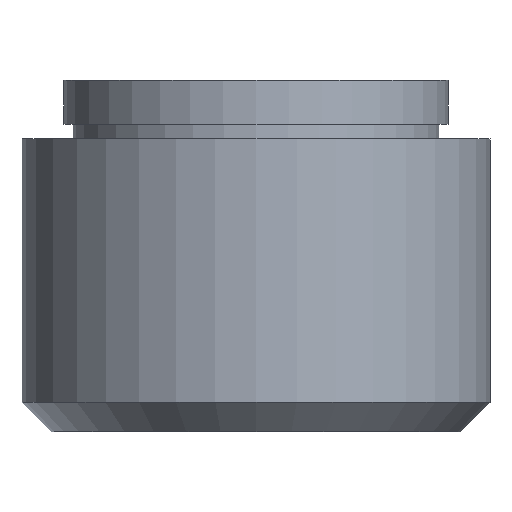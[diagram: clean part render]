
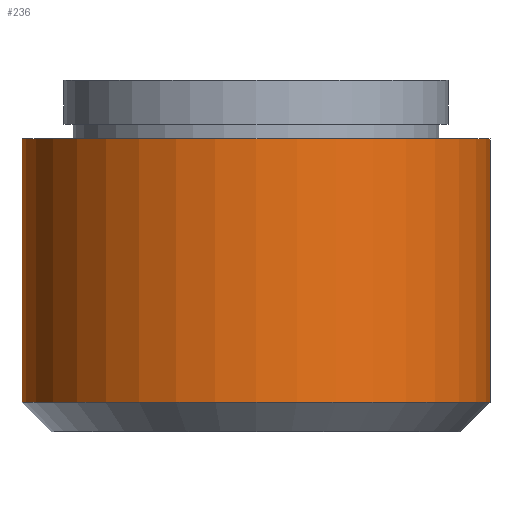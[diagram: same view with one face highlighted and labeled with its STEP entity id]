
A CAD part, front view. The second image highlights one B-rep face of the part: STEP entity #236.
In plain terms, the highlighted cylindrical face has radius 16 mm (diameter 32 mm), a full revolution.
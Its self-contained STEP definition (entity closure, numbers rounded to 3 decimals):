
#36=LINE('',#421,#45);
#45=VECTOR('',#336,16.);
#53=CYLINDRICAL_SURFACE('',#277,16.);
#63=FACE_OUTER_BOUND('',#80,.T.);
#80=EDGE_LOOP('',(#188,#189,#190,#191,#192));
#107=CIRCLE('',#274,16.);
#109=CIRCLE('',#276,16.);
#110=CIRCLE('',#278,16.);
#127=VERTEX_POINT('',#412);
#128=VERTEX_POINT('',#413);
#130=VERTEX_POINT('',#420);
#149=EDGE_CURVE('',#127,#128,#107,.T.);
#152=EDGE_CURVE('',#128,#127,#109,.T.);
#153=EDGE_CURVE('',#127,#130,#36,.T.);
#154=EDGE_CURVE('',#130,#130,#110,.T.);
#188=ORIENTED_EDGE('',*,*,#149,.F.);
#189=ORIENTED_EDGE('',*,*,#153,.T.);
#190=ORIENTED_EDGE('',*,*,#154,.T.);
#191=ORIENTED_EDGE('',*,*,#153,.F.);
#192=ORIENTED_EDGE('',*,*,#152,.F.);
#236=ADVANCED_FACE('',(#63),#53,.T.);
#274=AXIS2_PLACEMENT_3D('',#414,#327,#328);
#276=AXIS2_PLACEMENT_3D('',#418,#332,#333);
#277=AXIS2_PLACEMENT_3D('',#419,#334,#335);
#278=AXIS2_PLACEMENT_3D('',#422,#337,#338);
#327=DIRECTION('center_axis',(1.,0.,0.));
#328=DIRECTION('ref_axis',(0.,-1.,0.));
#332=DIRECTION('center_axis',(1.,0.,0.));
#333=DIRECTION('ref_axis',(0.,-1.,0.));
#334=DIRECTION('center_axis',(1.,0.,0.));
#335=DIRECTION('ref_axis',(0.,1.,0.));
#336=DIRECTION('',(-1.,0.,0.));
#337=DIRECTION('center_axis',(1.,0.,0.));
#338=DIRECTION('ref_axis',(0.,0.,-1.));
#412=CARTESIAN_POINT('',(91.611,1.459,0.));
#413=CARTESIAN_POINT('',(91.611,33.459,0.));
#414=CARTESIAN_POINT('Origin',(91.611,17.459,0.));
#418=CARTESIAN_POINT('Origin',(91.611,17.459,0.));
#419=CARTESIAN_POINT('Origin',(83.611,17.459,0.));
#420=CARTESIAN_POINT('',(73.611,1.459,0.));
#421=CARTESIAN_POINT('',(83.611,1.459,0.));
#422=CARTESIAN_POINT('Origin',(73.611,17.459,0.));
